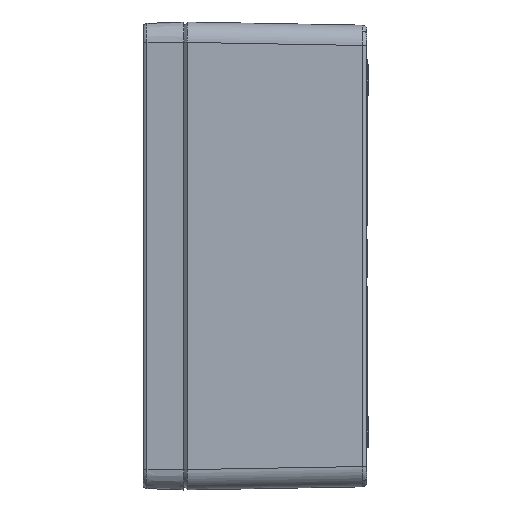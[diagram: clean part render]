
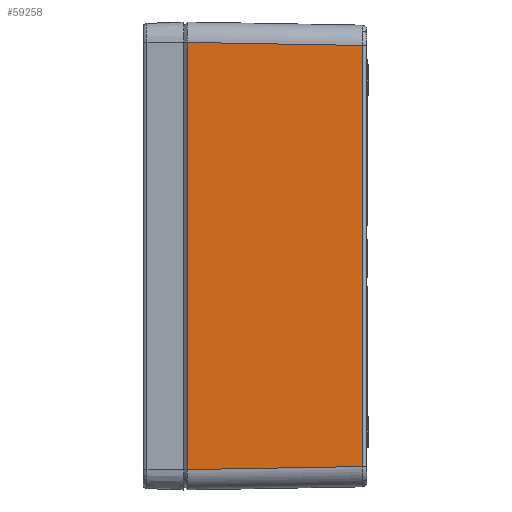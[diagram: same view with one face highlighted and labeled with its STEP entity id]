
A CAD part, left-side view. The second image highlights one B-rep face of the part: STEP entity #59258.
In plain terms, the highlighted planar face has unit normal (-1, -0.018, 0).
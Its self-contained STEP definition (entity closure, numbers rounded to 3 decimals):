
#4643 = VERTEX_POINT ( 'NONE', #31260 ) ;
#7190 = VERTEX_POINT ( 'NONE', #29747 ) ;
#7191 = VERTEX_POINT ( 'NONE', #29745 ) ;
#8161 = EDGE_LOOP ( 'NONE', ( #22470, #22472, #22471, #22473 ) ) ;
#9422 = FACE_OUTER_BOUND ( 'NONE', #8161, .T. ) ;
#9550 = LINE ( 'NONE', #33996, #10644 ) ;
#9551 = LINE ( 'NONE', #33977, #10647 ) ;
#9552 = LINE ( 'NONE', #33974, #10649 ) ;
#9553 = LINE ( 'NONE', #33972, #10651 ) ;
#10446 = AXIS2_PLACEMENT_3D ( 'NONE', #13630, #13629, #13628 ) ;
#10644 = VECTOR ( 'NONE', #33994, 1000. ) ;
#10647 = VECTOR ( 'NONE', #33976, 1000. ) ;
#10649 = VECTOR ( 'NONE', #33973, 1000. ) ;
#10651 = VECTOR ( 'NONE', #33971, 1000. ) ;
#13628 = DIRECTION ( 'NONE',  ( 0.017, -1., 0. ) ) ;
#13629 = DIRECTION ( 'NONE',  ( -1., -0.017, 0. ) ) ;
#13630 = CARTESIAN_POINT ( 'NONE',  ( -200., 0., -115. ) ) ;
#13631 = PLANE ( 'NONE',  #10446 ) ;
#22470 = ORIENTED_EDGE ( 'NONE', *, *, #59418, .T. ) ;
#22471 = ORIENTED_EDGE ( 'NONE', *, *, #59414, .T. ) ;
#22472 = ORIENTED_EDGE ( 'NONE', *, *, #59417, .T. ) ;
#22473 = ORIENTED_EDGE ( 'NONE', *, *, #59419, .T. ) ;
#24817 = VERTEX_POINT ( 'NONE', #27317 ) ;
#27317 = CARTESIAN_POINT ( 'NONE',  ( -198.463, -88.035, 103.465 ) ) ;
#29745 = CARTESIAN_POINT ( 'NONE',  ( -199.969, -1.787, 104.97 ) ) ;
#29747 = CARTESIAN_POINT ( 'NONE',  ( -199.969, -1.787, -104.97 ) ) ;
#31260 = CARTESIAN_POINT ( 'NONE',  ( -198.463, -88.035, -103.465 ) ) ;
#33971 = DIRECTION ( 'NONE',  ( 0., 0., -1. ) ) ;
#33972 = CARTESIAN_POINT ( 'NONE',  ( -199.969, -1.787, -115. ) ) ;
#33973 = DIRECTION ( 'NONE',  ( 0.017, -1., 0.017 ) ) ;
#33974 = CARTESIAN_POINT ( 'NONE',  ( -200.003, 0.174, -105.005 ) ) ;
#33976 = DIRECTION ( 'NONE',  ( 0., 0., 1. ) ) ;
#33977 = CARTESIAN_POINT ( 'NONE',  ( -198.463, -88.035, 103.431 ) ) ;
#33994 = DIRECTION ( 'NONE',  ( -0.017, 1., 0.017 ) ) ;
#33996 = CARTESIAN_POINT ( 'NONE',  ( -199.933, -3.838, 104.935 ) ) ;
#59258 = ADVANCED_FACE ( 'NONE', ( #9422 ), #13631, .T. ) ;
#59414 = EDGE_CURVE ( 'NONE', #24817, #7191, #9550, .T. ) ;
#59417 = EDGE_CURVE ( 'NONE', #4643, #24817, #9551, .T. ) ;
#59418 = EDGE_CURVE ( 'NONE', #7190, #4643, #9552, .T. ) ;
#59419 = EDGE_CURVE ( 'NONE', #7191, #7190, #9553, .T. ) ;
